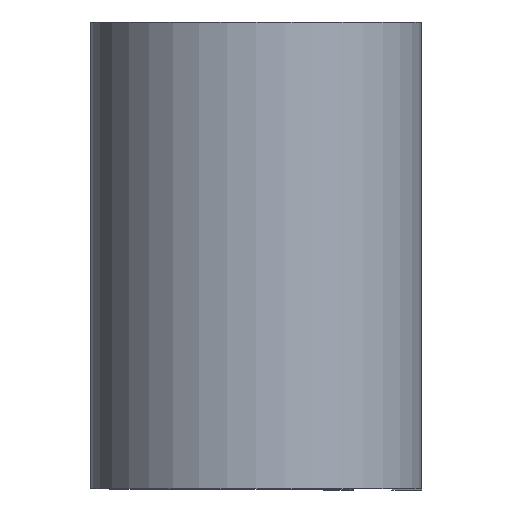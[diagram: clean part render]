
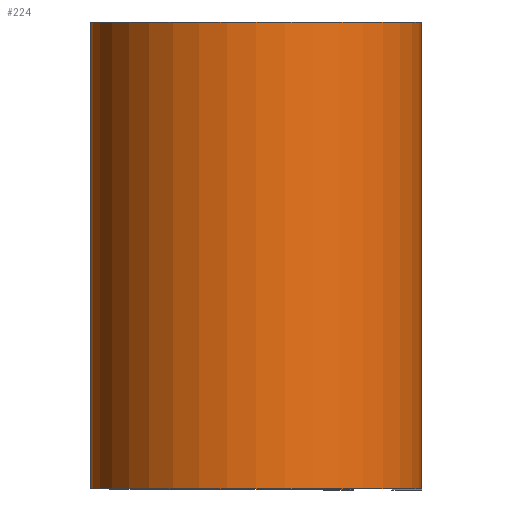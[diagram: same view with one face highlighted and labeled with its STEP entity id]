
A CAD part, top view. The second image highlights one B-rep face of the part: STEP entity #224.
In plain terms, the highlighted cylindrical face has radius 6.769 mm (diameter 13.538 mm), a partial arc.
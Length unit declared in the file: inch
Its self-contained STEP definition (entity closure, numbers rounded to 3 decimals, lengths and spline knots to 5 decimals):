
#21 = CARTESIAN_POINT ( 'NONE',  ( 0., 0.375, -0.2665 ) ) ;
#30 = AXIS2_PLACEMENT_3D ( 'NONE', #550, #523, #500 ) ;
#39 = CARTESIAN_POINT ( 'NONE',  ( 0., 0.375, 0. ) ) ;
#47 = DIRECTION ( 'NONE',  ( 0., -1., 0. ) ) ;
#50 = VERTEX_POINT ( 'NONE', #131 ) ;
#60 = CARTESIAN_POINT ( 'NONE',  ( 0.2665, 0.375, 0. ) ) ;
#86 = EDGE_CURVE ( 'NONE', #50, #311, #171, .T. ) ;
#107 = VERTEX_POINT ( 'NONE', #318 ) ;
#131 = CARTESIAN_POINT ( 'NONE',  ( 0., 0.375, -0.2665 ) ) ;
#140 = EDGE_CURVE ( 'NONE', #107, #584, #391, .T. ) ;
#149 = DIRECTION ( 'NONE',  ( 0., 1., 0. ) ) ;
#171 = CIRCLE ( 'NONE', #354, 0.2665 ) ;
#211 = ORIENTED_EDGE ( 'NONE', *, *, #624, .T. ) ;
#224 = ADVANCED_FACE ( 'NONE', ( #246 ), #522, .T. ) ;
#225 = VECTOR ( 'NONE', #47, 39.37008 ) ;
#246 = FACE_OUTER_BOUND ( 'NONE', #357, .T. ) ;
#269 = CARTESIAN_POINT ( 'NONE',  ( 0.2665, 0.375, 0. ) ) ;
#281 = DIRECTION ( 'NONE',  ( 0., -1., 0. ) ) ;
#311 = VERTEX_POINT ( 'NONE', #60 ) ;
#318 = CARTESIAN_POINT ( 'NONE',  ( 0., -0.375, -0.2665 ) ) ;
#339 = EDGE_CURVE ( 'NONE', #311, #584, #486, .T. ) ;
#354 = AXIS2_PLACEMENT_3D ( 'NONE', #39, #149, #446 ) ;
#357 = EDGE_LOOP ( 'NONE', ( #425, #563, #409, #211 ) ) ;
#382 = DIRECTION ( 'NONE',  ( 0., -1., 0. ) ) ;
#391 = CIRCLE ( 'NONE', #30, 0.2665 ) ;
#409 = ORIENTED_EDGE ( 'NONE', *, *, #86, .F. ) ;
#425 = ORIENTED_EDGE ( 'NONE', *, *, #140, .T. ) ;
#427 = CARTESIAN_POINT ( 'NONE',  ( 0.2665, -0.375, 0. ) ) ;
#446 = DIRECTION ( 'NONE',  ( 1., 0., 0. ) ) ;
#486 = LINE ( 'NONE', #269, #225 ) ;
#500 = DIRECTION ( 'NONE',  ( 1., 0., 0. ) ) ;
#503 = LINE ( 'NONE', #21, #616 ) ;
#522 = CYLINDRICAL_SURFACE ( 'NONE', #561, 0.2665 ) ;
#523 = DIRECTION ( 'NONE',  ( 0., 1., 0. ) ) ;
#538 = CARTESIAN_POINT ( 'NONE',  ( 0., 0.375, 0. ) ) ;
#550 = CARTESIAN_POINT ( 'NONE',  ( 0., -0.375, 0. ) ) ;
#561 = AXIS2_PLACEMENT_3D ( 'NONE', #538, #281, #635 ) ;
#563 = ORIENTED_EDGE ( 'NONE', *, *, #339, .F. ) ;
#584 = VERTEX_POINT ( 'NONE', #427 ) ;
#616 = VECTOR ( 'NONE', #382, 39.37008 ) ;
#624 = EDGE_CURVE ( 'NONE', #50, #107, #503, .T. ) ;
#635 = DIRECTION ( 'NONE',  ( 0., 0., -1. ) ) ;
